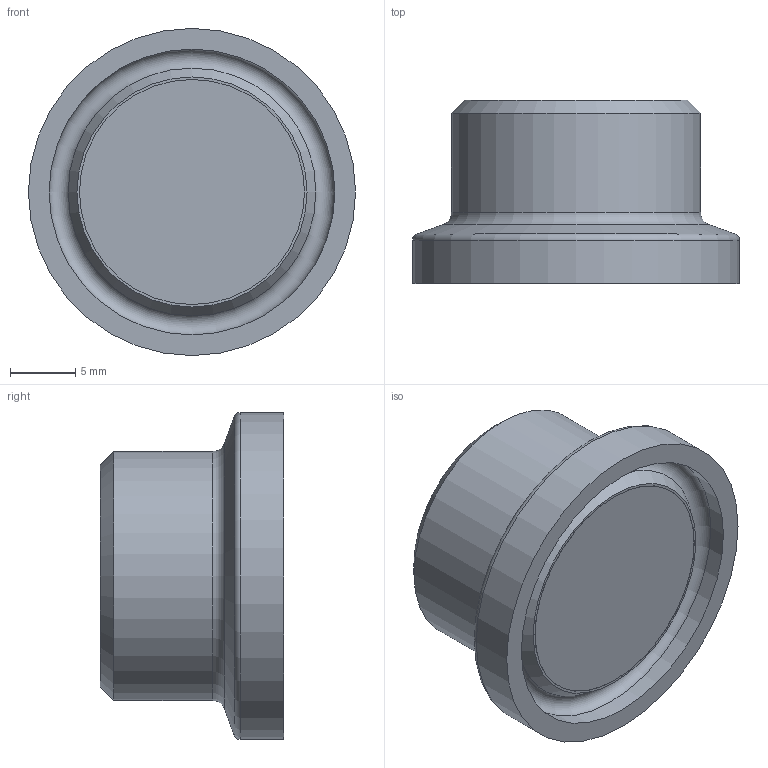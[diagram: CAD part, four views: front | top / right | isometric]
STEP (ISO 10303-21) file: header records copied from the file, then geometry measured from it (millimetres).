
FILE_DESCRIPTION(/* description */ (''),/* implementation_level */ '2;1');
FILE_NAME(/* name */ '31913W.stp',/* time_stamp */ '2018-02-05T12:16:58+01:00',/* author */ ('acgl'),/* organization */ (''),/* preprocessor_version */ 'ST-DEVELOPER v15.6',/* originating_system */ 'Autodesk Inventor 2015',/* authorisation */ '');
FILE_SCHEMA (('AUTOMOTIVE_DESIGN { 1 0 10303 214 3 1 1 }'));
Length unit declared in the file: centimetre
Products named in the file (1): 31913W
Bounding box: 25 x 14 x 25 mm (x, y, z)
Volume: 4316.3 mm3; surface area: 1968.9 mm2
Topology: 1 solids, 1 shells, 16 faces, 26 edges, 15 vertices
Faces by surface type: plane 5, cylinder 5, torus 3, cone 3
Full cylindrical faces by diameter (mm): 10.1 x1, 17.2 x1, 19.05 x1, 21.85 x1, 25 x1
Entity records: 368 total; most frequent: DIRECTION 64, CARTESIAN_POINT 47, AXIS2_PLACEMENT_3D 32, EDGE_LOOP 30, ORIENTED_EDGE 30, STYLED_ITEM 17, FACE_OUTER_BOUND 16, ADVANCED_FACE 16
